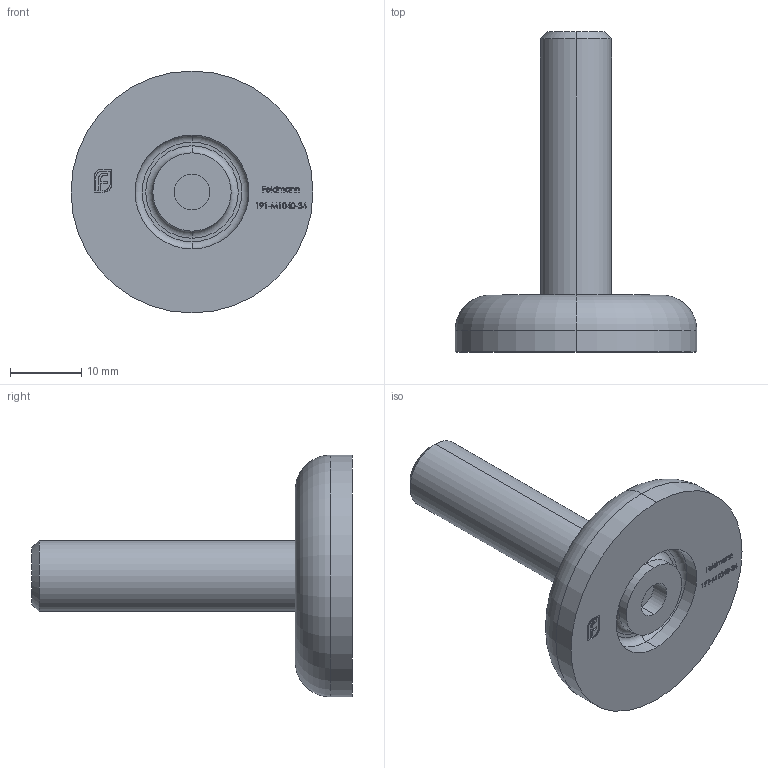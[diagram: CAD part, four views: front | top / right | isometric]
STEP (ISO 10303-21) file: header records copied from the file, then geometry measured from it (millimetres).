
FILE_DESCRIPTION (( 'STEP AP203' ), '1' );
FILE_NAME ('191-M1040-34.step', '2021-01-29T09:04:52', ( '' ), ( '' ), 'SwSTEP 2.0', 'SolidWorks 2018', '' );
FILE_SCHEMA (( 'CONFIG_CONTROL_DESIGN' ));
Length unit declared in the file: millimetre
Products named in the file (2): 191-M1040-34
Bounding box: 34 x 45 x 34 mm (x, y, z)
Volume: 9204.5 mm3; surface area: 4172.4 mm2
Topology: 2 solids, 2 shells, 311 faces, 814 edges, 540 vertices
Faces by surface type: plane 182, bspline 109, cylinder 12, torus 6, cone 2
Entity records: 14929 total; most frequent: CARTESIAN_POINT 7824, ORIENTED_EDGE 1628, DIRECTION 1042, EDGE_CURVE 814, LINE 558, VECTOR 558, VERTEX_POINT 540, EDGE_LOOP 344
